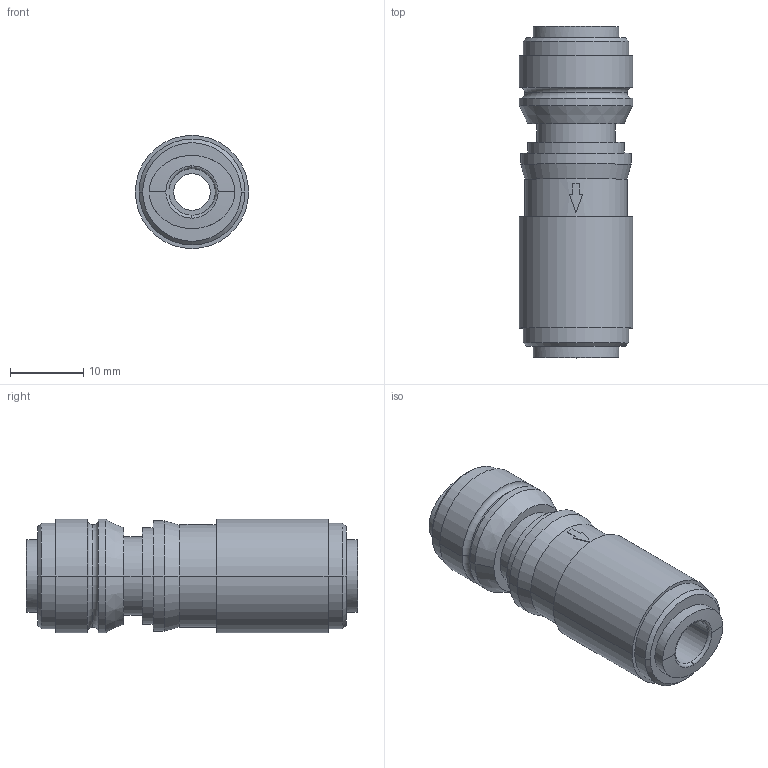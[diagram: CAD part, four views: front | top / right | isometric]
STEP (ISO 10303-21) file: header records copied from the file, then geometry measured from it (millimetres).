
FILE_DESCRIPTION (( 'STEP AP214' ), '1' );
FILE_NAME ('CVU14-P.step', '2017-08-29T20:43:29', ( '' ), ( '' ), 'SwSTEP 2.0', 'SolidWorks 2017', '' );
FILE_SCHEMA (( 'AUTOMOTIVE_DESIGN' ));
Length unit declared in the file: inch
Products named in the file (1): CVU14-P
Bounding box: 15.5 x 45.45 x 15.5 mm (x, y, z)
Volume: 6172.5 mm3; surface area: 3427.7 mm2
Topology: 1 solids, 1 shells, 66 faces, 147 edges, 92 vertices
Faces by surface type: cylinder 25, plane 17, bspline 12, cone 8, torus 4
Entity records: 3359 total; most frequent: CARTESIAN_POINT 1893, DIRECTION 301, ORIENTED_EDGE 294, EDGE_CURVE 147, AXIS2_PLACEMENT_3D 129, VERTEX_POINT 92, EDGE_LOOP 77, CIRCLE 74
